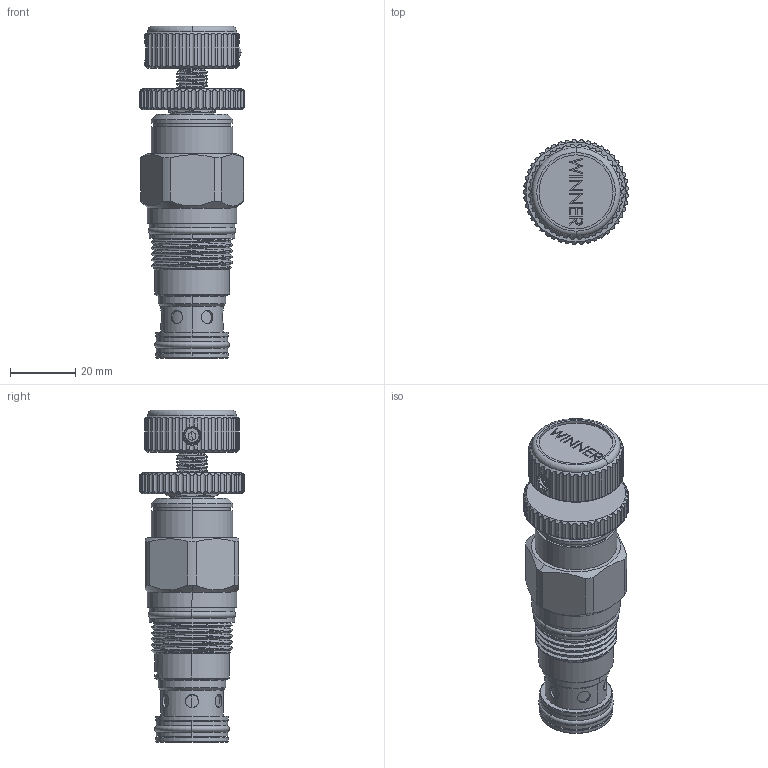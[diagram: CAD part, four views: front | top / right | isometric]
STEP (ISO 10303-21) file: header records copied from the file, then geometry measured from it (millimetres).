
FILE_DESCRIPTION (( 'STEP AP203' ), '1' );
FILE_NAME ('CV5A21-K.STEP', '2021-06-25T08:54:35', ( '' ), ( '' ), 'SwSTEP 2.0', 'SolidWorks 2018', '' );
FILE_SCHEMA (( 'CONFIG_CONTROL_DESIGN' ));
Length unit declared in the file: millimetre
Products named in the file (1): CV5A21-K
Bounding box: 32.18 x 32.2 x 101.88 mm (x, y, z)
Volume: 49858.7 mm3; surface area: 14058.5 mm2
Topology: 1 solids, 1 shells, 529 faces, 1411 edges, 923 vertices
Faces by surface type: cylinder 343, plane 115, cone 35, torus 22, bspline 12, sphere 2
Entity records: 26055 total; most frequent: CARTESIAN_POINT 13366, ORIENTED_EDGE 2822, DIRECTION 2424, EDGE_CURVE 1411, VERTEX_POINT 923, AXIS2_PLACEMENT_3D 918, LINE 588, VECTOR 588
